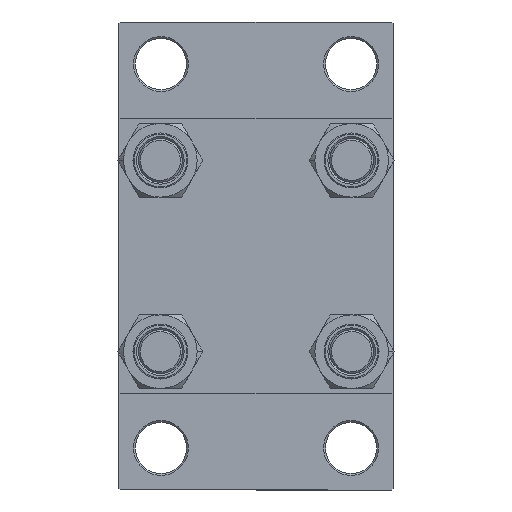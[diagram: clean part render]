
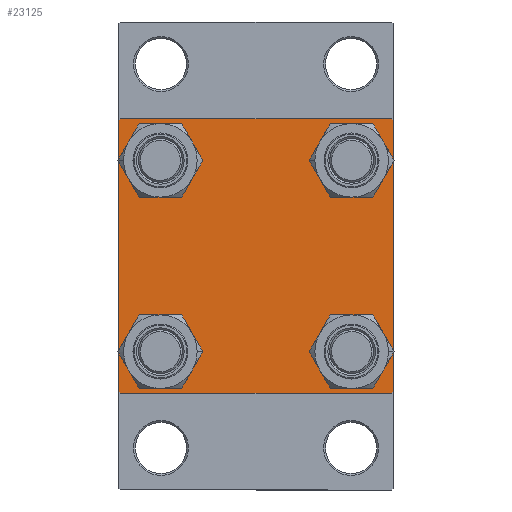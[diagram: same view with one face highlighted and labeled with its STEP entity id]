
A CAD part, left-side view. The second image highlights one B-rep face of the part: STEP entity #23125.
In plain terms, the highlighted planar face has unit normal (-1, 0, 0).
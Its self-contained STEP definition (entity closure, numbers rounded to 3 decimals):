
#491 = ORIENTED_EDGE ( 'NONE', *, *, #43007, .T. ) ;
#774 = ORIENTED_EDGE ( 'NONE', *, *, #31074, .T. ) ;
#1131 = EDGE_LOOP ( 'NONE', ( #774, #491 ) ) ;
#1439 = CARTESIAN_POINT ( 'NONE',  ( 0., -37., -37.5 ) ) ;
#1771 = CARTESIAN_POINT ( 'NONE',  ( 0., 37.5, 37. ) ) ;
#1823 = DIRECTION ( 'NONE',  ( 0., 0., 1. ) ) ;
#2017 = EDGE_CURVE ( 'NONE', #16453, #8182, #15017, .T. ) ;
#2538 = ORIENTED_EDGE ( 'NONE', *, *, #30746, .T. ) ;
#2564 = ORIENTED_EDGE ( 'NONE', *, *, #26328, .F. ) ;
#3113 = VERTEX_POINT ( 'NONE', #45481 ) ;
#3364 = CIRCLE ( 'NONE', #48608, 6.5 ) ;
#4168 = VECTOR ( 'NONE', #6081, 1000. ) ;
#4410 = CARTESIAN_POINT ( 'NONE',  ( 0., -37.25, -37.25 ) ) ;
#4815 = DIRECTION ( 'NONE',  ( 0., 0., 1. ) ) ;
#4841 = EDGE_LOOP ( 'NONE', ( #31552, #46095, #11657, #36432, #2564, #31416, #23328, #17465 ) ) ;
#5378 = CARTESIAN_POINT ( 'NONE',  ( 0., -37., 37.5 ) ) ;
#5585 = ORIENTED_EDGE ( 'NONE', *, *, #12288, .T. ) ;
#5615 = CARTESIAN_POINT ( 'NONE',  ( 0., 37., 37.5 ) ) ;
#5675 = DIRECTION ( 'NONE',  ( 0., -0.707, -0.707 ) ) ;
#6081 = DIRECTION ( 'NONE',  ( 0., 0.707, 0.707 ) ) ;
#6692 = LINE ( 'NONE', #37057, #43044 ) ;
#6701 = CARTESIAN_POINT ( 'NONE',  ( 0., 26.15, 26.15 ) ) ;
#6837 = LINE ( 'NONE', #41240, #4168 ) ;
#7637 = AXIS2_PLACEMENT_3D ( 'NONE', #23829, #19540, #4815 ) ;
#7995 = FACE_OUTER_BOUND ( 'NONE', #4841, .T. ) ;
#8008 = CARTESIAN_POINT ( 'NONE',  ( 0., -26.15, -32.65 ) ) ;
#8182 = VERTEX_POINT ( 'NONE', #19647 ) ;
#8379 = CIRCLE ( 'NONE', #23747, 6.5 ) ;
#8413 = DIRECTION ( 'NONE',  ( 1., 0., 0. ) ) ;
#9046 = EDGE_CURVE ( 'NONE', #3113, #12116, #24678, .T. ) ;
#10012 = LINE ( 'NONE', #25458, #27886 ) ;
#10101 = VERTEX_POINT ( 'NONE', #17948 ) ;
#11657 = ORIENTED_EDGE ( 'NONE', *, *, #9046, .T. ) ;
#12116 = VERTEX_POINT ( 'NONE', #1439 ) ;
#12288 = EDGE_CURVE ( 'NONE', #24018, #10101, #8379, .T. ) ;
#12386 = CIRCLE ( 'NONE', #30198, 6.5 ) ;
#14422 = EDGE_CURVE ( 'NONE', #8182, #16453, #39139, .T. ) ;
#15017 = CIRCLE ( 'NONE', #45709, 6.5 ) ;
#15305 = EDGE_CURVE ( 'NONE', #41282, #27900, #10012, .T. ) ;
#15340 = DIRECTION ( 'NONE',  ( 1., 0., 0. ) ) ;
#15388 = VERTEX_POINT ( 'NONE', #45673 ) ;
#15630 = CARTESIAN_POINT ( 'NONE',  ( 0., 37.5, -37. ) ) ;
#16223 = DIRECTION ( 'NONE',  ( 1., 0., 0. ) ) ;
#16453 = VERTEX_POINT ( 'NONE', #21236 ) ;
#16851 = ORIENTED_EDGE ( 'NONE', *, *, #2017, .T. ) ;
#17071 = DIRECTION ( 'NONE',  ( 0., -1., 0. ) ) ;
#17465 = ORIENTED_EDGE ( 'NONE', *, *, #15305, .T. ) ;
#17601 = DIRECTION ( 'NONE',  ( 0., 0.707, -0.707 ) ) ;
#17948 = CARTESIAN_POINT ( 'NONE',  ( 0., 26.15, -19.65 ) ) ;
#18627 = CARTESIAN_POINT ( 'NONE',  ( 0., -26.15, -19.65 ) ) ;
#18726 = DIRECTION ( 'NONE',  ( 0., 0., 1. ) ) ;
#18994 = VERTEX_POINT ( 'NONE', #31601 ) ;
#19338 = AXIS2_PLACEMENT_3D ( 'NONE', #23672, #15340, #23444 ) ;
#19346 = EDGE_LOOP ( 'NONE', ( #42785, #5585 ) ) ;
#19443 = CIRCLE ( 'NONE', #33146, 6.5 ) ;
#19540 = DIRECTION ( 'NONE',  ( 1., 0., 0. ) ) ;
#19625 = DIRECTION ( 'NONE',  ( 0., -0.707, 0.707 ) ) ;
#19647 = CARTESIAN_POINT ( 'NONE',  ( 0., -26.15, 19.65 ) ) ;
#20828 = DIRECTION ( 'NONE',  ( 1., 0., 0. ) ) ;
#21236 = CARTESIAN_POINT ( 'NONE',  ( 0., -26.15, 32.65 ) ) ;
#21291 = CARTESIAN_POINT ( 'NONE',  ( 0., 26.15, 32.65 ) ) ;
#21870 = AXIS2_PLACEMENT_3D ( 'NONE', #46099, #16223, #31659 ) ;
#22938 = PLANE ( 'NONE',  #42725 ) ;
#23125 = ADVANCED_FACE ( 'NONE', ( #42388, #46437, #49724, #27241, #7995 ), #22938, .T. ) ;
#23328 = ORIENTED_EDGE ( 'NONE', *, *, #37629, .F. ) ;
#23440 = DIRECTION ( 'NONE',  ( 0., 0., 1. ) ) ;
#23444 = DIRECTION ( 'NONE',  ( 0., 0., 1. ) ) ;
#23672 = CARTESIAN_POINT ( 'NONE',  ( 0., -26.15, -26.15 ) ) ;
#23747 = AXIS2_PLACEMENT_3D ( 'NONE', #42903, #47183, #43883 ) ;
#23829 = CARTESIAN_POINT ( 'NONE',  ( 0., -26.15, 26.15 ) ) ;
#24018 = VERTEX_POINT ( 'NONE', #49992 ) ;
#24678 = LINE ( 'NONE', #44392, #28878 ) ;
#24992 = EDGE_CURVE ( 'NONE', #45800, #38895, #37085, .T. ) ;
#25458 = CARTESIAN_POINT ( 'NONE',  ( 0., 37.25, 37.25 ) ) ;
#26328 = EDGE_CURVE ( 'NONE', #44862, #15388, #46390, .T. ) ;
#26697 = CARTESIAN_POINT ( 'NONE',  ( 0., -37.5, 37.5 ) ) ;
#27241 = FACE_BOUND ( 'NONE', #1131, .T. ) ;
#27273 = LINE ( 'NONE', #42172, #48615 ) ;
#27886 = VECTOR ( 'NONE', #17601, 1000. ) ;
#27900 = VERTEX_POINT ( 'NONE', #1771 ) ;
#28878 = VECTOR ( 'NONE', #17071, 1000. ) ;
#29160 = ORIENTED_EDGE ( 'NONE', *, *, #24992, .T. ) ;
#29350 = EDGE_CURVE ( 'NONE', #27900, #35406, #37839, .T. ) ;
#30198 = AXIS2_PLACEMENT_3D ( 'NONE', #6701, #48174, #37305 ) ;
#30746 = EDGE_CURVE ( 'NONE', #38895, #45800, #19443, .T. ) ;
#30776 = DIRECTION ( 'NONE',  ( 0., 0., -1. ) ) ;
#30815 = DIRECTION ( 'NONE',  ( 0., -1., 0. ) ) ;
#31074 = EDGE_CURVE ( 'NONE', #32949, #18994, #31528, .T. ) ;
#31416 = ORIENTED_EDGE ( 'NONE', *, *, #34014, .T. ) ;
#31528 = CIRCLE ( 'NONE', #21870, 6.5 ) ;
#31552 = ORIENTED_EDGE ( 'NONE', *, *, #29350, .T. ) ;
#31601 = CARTESIAN_POINT ( 'NONE',  ( 0., 26.15, 19.65 ) ) ;
#31659 = DIRECTION ( 'NONE',  ( 0., 0., 1. ) ) ;
#32543 = EDGE_LOOP ( 'NONE', ( #2538, #29160 ) ) ;
#32949 = VERTEX_POINT ( 'NONE', #21291 ) ;
#33146 = AXIS2_PLACEMENT_3D ( 'NONE', #46884, #20828, #1823 ) ;
#34014 = EDGE_CURVE ( 'NONE', #44862, #37978, #6837, .T. ) ;
#34565 = CARTESIAN_POINT ( 'NONE',  ( 0., 37.5, 37.5 ) ) ;
#35406 = VERTEX_POINT ( 'NONE', #15630 ) ;
#35722 = CARTESIAN_POINT ( 'NONE',  ( 0., 26.15, -26.15 ) ) ;
#36432 = ORIENTED_EDGE ( 'NONE', *, *, #47589, .T. ) ;
#37057 = CARTESIAN_POINT ( 'NONE',  ( 0., 37.25, -37.25 ) ) ;
#37085 = CIRCLE ( 'NONE', #19338, 6.5 ) ;
#37305 = DIRECTION ( 'NONE',  ( 0., 0., 1. ) ) ;
#37629 = EDGE_CURVE ( 'NONE', #41282, #37978, #27273, .T. ) ;
#37839 = LINE ( 'NONE', #34565, #42788 ) ;
#37978 = VERTEX_POINT ( 'NONE', #5378 ) ;
#38093 = CARTESIAN_POINT ( 'NONE',  ( 0., 0., 0. ) ) ;
#38895 = VERTEX_POINT ( 'NONE', #18627 ) ;
#39139 = CIRCLE ( 'NONE', #7637, 6.5 ) ;
#40328 = EDGE_CURVE ( 'NONE', #10101, #24018, #3364, .T. ) ;
#40656 = VECTOR ( 'NONE', #19625, 1000. ) ;
#41240 = CARTESIAN_POINT ( 'NONE',  ( 0., -37.25, 37.25 ) ) ;
#41282 = VERTEX_POINT ( 'NONE', #5615 ) ;
#41384 = EDGE_LOOP ( 'NONE', ( #16851, #47026 ) ) ;
#41484 = DIRECTION ( 'NONE',  ( 1., 0., 0. ) ) ;
#42138 = LINE ( 'NONE', #4410, #40656 ) ;
#42172 = CARTESIAN_POINT ( 'NONE',  ( 0., 37.5, 37.5 ) ) ;
#42345 = DIRECTION ( 'NONE',  ( 0., 0., -1. ) ) ;
#42388 = FACE_BOUND ( 'NONE', #41384, .T. ) ;
#42725 = AXIS2_PLACEMENT_3D ( 'NONE', #38093, #49982, #23440 ) ;
#42785 = ORIENTED_EDGE ( 'NONE', *, *, #40328, .T. ) ;
#42788 = VECTOR ( 'NONE', #30776, 1000. ) ;
#42903 = CARTESIAN_POINT ( 'NONE',  ( 0., 26.15, -26.15 ) ) ;
#43007 = EDGE_CURVE ( 'NONE', #18994, #32949, #12386, .T. ) ;
#43044 = VECTOR ( 'NONE', #5675, 1000. ) ;
#43883 = DIRECTION ( 'NONE',  ( 0., 0., 1. ) ) ;
#44392 = CARTESIAN_POINT ( 'NONE',  ( 0., 37.5, -37.5 ) ) ;
#44862 = VERTEX_POINT ( 'NONE', #45696 ) ;
#45106 = VECTOR ( 'NONE', #42345, 1000. ) ;
#45481 = CARTESIAN_POINT ( 'NONE',  ( 0., 37., -37.5 ) ) ;
#45673 = CARTESIAN_POINT ( 'NONE',  ( 0., -37.5, -37. ) ) ;
#45696 = CARTESIAN_POINT ( 'NONE',  ( 0., -37.5, 37. ) ) ;
#45709 = AXIS2_PLACEMENT_3D ( 'NONE', #50073, #41484, #18726 ) ;
#45800 = VERTEX_POINT ( 'NONE', #8008 ) ;
#46005 = EDGE_CURVE ( 'NONE', #35406, #3113, #6692, .T. ) ;
#46095 = ORIENTED_EDGE ( 'NONE', *, *, #46005, .T. ) ;
#46099 = CARTESIAN_POINT ( 'NONE',  ( 0., 26.15, 26.15 ) ) ;
#46390 = LINE ( 'NONE', #26697, #45106 ) ;
#46437 = FACE_BOUND ( 'NONE', #32543, .T. ) ;
#46884 = CARTESIAN_POINT ( 'NONE',  ( 0., -26.15, -26.15 ) ) ;
#47026 = ORIENTED_EDGE ( 'NONE', *, *, #14422, .T. ) ;
#47099 = DIRECTION ( 'NONE',  ( 0., 0., 1. ) ) ;
#47183 = DIRECTION ( 'NONE',  ( 1., 0., 0. ) ) ;
#47589 = EDGE_CURVE ( 'NONE', #12116, #15388, #42138, .T. ) ;
#48174 = DIRECTION ( 'NONE',  ( 1., 0., 0. ) ) ;
#48608 = AXIS2_PLACEMENT_3D ( 'NONE', #35722, #8413, #47099 ) ;
#48615 = VECTOR ( 'NONE', #30815, 1000. ) ;
#49724 = FACE_BOUND ( 'NONE', #19346, .T. ) ;
#49982 = DIRECTION ( 'NONE',  ( -1., 0., 0. ) ) ;
#49992 = CARTESIAN_POINT ( 'NONE',  ( 0., 26.15, -32.65 ) ) ;
#50073 = CARTESIAN_POINT ( 'NONE',  ( 0., -26.15, 26.15 ) ) ;
